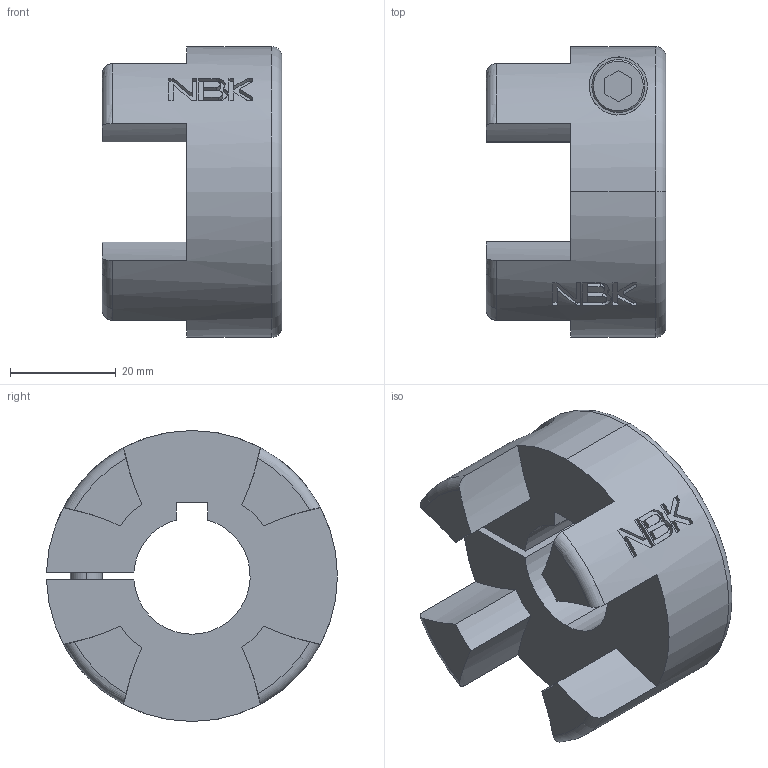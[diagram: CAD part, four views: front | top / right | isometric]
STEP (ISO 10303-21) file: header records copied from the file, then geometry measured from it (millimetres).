
FILE_DESCRIPTION (( 'STEP AP203' ), '1' );
FILE_NAME ('MJS-55CSK-ERD - 10-22 - 3.stp_Default_sldprt.STEP', '2023-12-09T22:25:03', ( '' ), ( '' ), 'SwSTEP 2.0', 'SolidWorks 2023', '' );
FILE_SCHEMA (( 'CONFIG_CONTROL_DESIGN' ));
Length unit declared in the file: inch
Products named in the file (1): MJS-55CSK-ERD - 10-22 - 3.stp_Default_sldprt
Bounding box: 34 x 54.99 x 55 mm (x, y, z)
Volume: 41446.5 mm3; surface area: 12502 mm2
Topology: 1 solids, 1 shells, 106 faces, 276 edges, 182 vertices
Faces by surface type: plane 57, cylinder 38, torus 7, cone 4
Entity records: 3818 total; most frequent: CARTESIAN_POINT 1097, DIRECTION 555, ORIENTED_EDGE 552, EDGE_CURVE 276, AXIS2_PLACEMENT_3D 200, VERTEX_POINT 182, LINE 155, VECTOR 155
